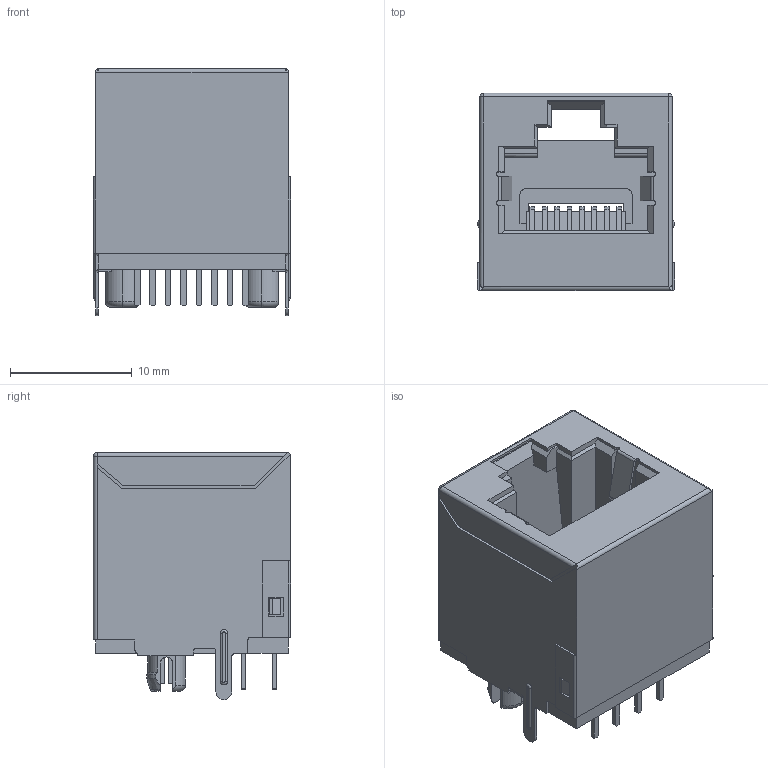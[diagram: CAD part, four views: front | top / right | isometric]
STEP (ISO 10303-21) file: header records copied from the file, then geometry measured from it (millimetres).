
FILE_DESCRIPTION(('CATIA V5 STEP Exchange','CAx-IF Rec.Pracs.--- Model Styling and Organization---1.4--- 2014-01-23'),'2;1');
FILE_NAME ('D1463498_0_2626050000_2626050000.stp','2019-12-09T06:44:27+00:00',('none'),('Weidmueller'),'CATIA Version 5-6 Release 2016 SP3 HF44','CATIA V5 STEP AP214','none');
FILE_SCHEMA(('AUTOMOTIVE_DESIGN { 1 0 10303 214 1 1 1 1 }'));
Length unit declared in the file: millimetre
Products named in the file (1): 2626050000
Bounding box: 16.2 x 16.2 x 20.3 mm (x, y, z)
Volume: 2543.5 mm3; surface area: 2769 mm2
Topology: 1 solids, 1 shells, 433 faces, 1207 edges, 780 vertices
Faces by surface type: plane 320, cylinder 87, torus 16, cone 8, sphere 2
Entity records: 14252 total; most frequent: CARTESIAN_POINT 3323, ORIENTED_EDGE 2410, DIRECTION 1975, EDGE_CURVE 1205, VECTOR 959, LINE 959, VERTEX_POINT 780, AXIS2_PLACEMENT_3D 584
